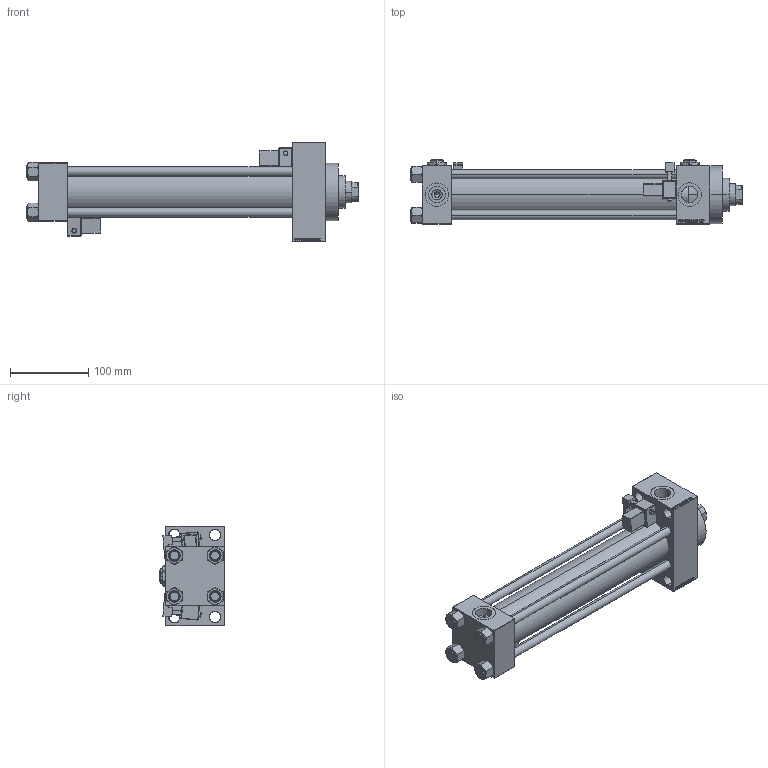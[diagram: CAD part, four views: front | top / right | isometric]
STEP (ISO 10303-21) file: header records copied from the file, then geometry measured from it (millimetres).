
FILE_DESCRIPTION (( 'STEP AP203' ), '1' );
FILE_NAME ('e45d.STEP', '2023-01-03T10:19:14', ( '' ), ( '' ), 'SwSTEP 2.0', 'SolidWorks 2019', '' );
FILE_SCHEMA (( 'CONFIG_CONTROL_DESIGN' ));
Length unit declared in the file: millimetre
Products named in the file (8): V215CD_NUT_M5_D 2ea47bbc1e94df5ecadabc00c3a1c35a; V215CD_D_Body 2ea47bbc1e94df5ecadabc00c3a1c35a; V215CD_VCP_D 2ea47bbc1e94df5ecadabc00c3a1c35a; Zatka_pro_OIL_PORT 2ea47bbc1e94df5ecadabc00c3a1c35a; e45d; V215CR_MSU 2ea47bbc1e94df5ecadabc00c3a1c35a; V215CD_VC_A 2ea47bbc1e94df5ecadabc00c3a1c35a; V215CD_D_TYCINKA 2ea47bbc1e94df5ecadabc00c3a1c35a
Assembly tree (15 placements, depth 2):
  e45d
    V215CD_D_Body 2ea47bbc1e94df5ecadabc00c3a1c35a
    V215CD_VC_A 2ea47bbc1e94df5ecadabc00c3a1c35a
    V215CD_VCP_D 2ea47bbc1e94df5ecadabc00c3a1c35a
    V215CD_D_TYCINKA 2ea47bbc1e94df5ecadabc00c3a1c35a  x4
    V215CD_NUT_M5_D 2ea47bbc1e94df5ecadabc00c3a1c35a  x4
    V215CR_MSU 2ea47bbc1e94df5ecadabc00c3a1c35a  x2
    Zatka_pro_OIL_PORT 2ea47bbc1e94df5ecadabc00c3a1c35a  x2
Bounding box: 425 x 82 x 128 mm (x, y, z)
Volume: 1203290.5 mm3; surface area: 318553.3 mm2
Topology: 15 solids, 15 shells, 1366 faces, 3360 edges, 2126 vertices
Faces by surface type: plane 605, bspline 368, cone 186, cylinder 163, sphere 24, torus 20
Entity records: 51709 total; most frequent: CARTESIAN_POINT 26107, ORIENTED_EDGE 5638, DIRECTION 3881, EDGE_CURVE 2819, VERTEX_POINT 1828, LINE 1657, VECTOR 1657, EDGE_LOOP 1271
